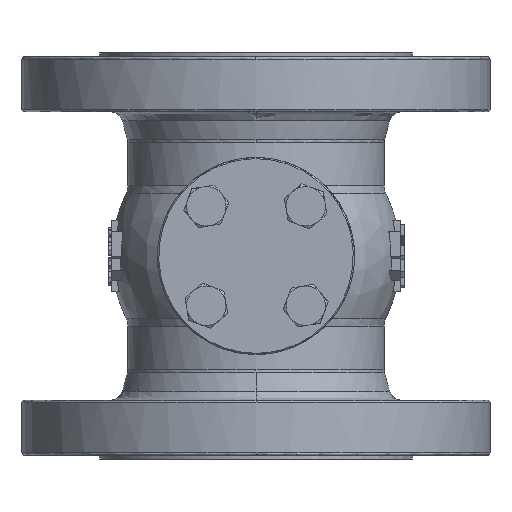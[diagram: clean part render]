
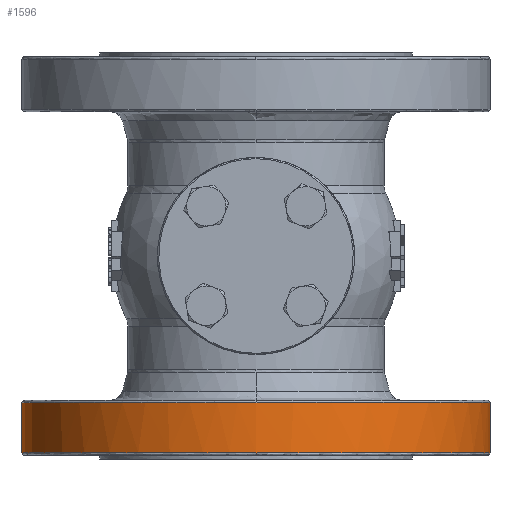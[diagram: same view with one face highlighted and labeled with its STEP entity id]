
A CAD part, front view. The second image highlights one B-rep face of the part: STEP entity #1596.
In plain terms, the highlighted cylindrical face has radius 95 mm (diameter 190 mm), a partial arc.
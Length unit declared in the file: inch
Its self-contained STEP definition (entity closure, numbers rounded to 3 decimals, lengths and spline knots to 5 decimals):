
#62 = CARTESIAN_POINT ( 'NONE',  ( 3.54913, -1.20514, -3.14567 ) ) ;
#516 = B_SPLINE_CURVE_WITH_KNOTS ( 'NONE', 3,
 ( #14280, #7725, #34542, #26484 ),
 .UNSPECIFIED., .F., .F.,
 ( 4, 4 ),
 ( 0., 1. ),
 .UNSPECIFIED. ) ;
#814 = CARTESIAN_POINT ( 'NONE',  ( 3.62053, -0.96976, -3.14567 ) ) ;
#1596 = ADVANCED_FACE ( 'NONE', ( #4232 ), #34894, .T. ) ;
#1762 = CARTESIAN_POINT ( 'NONE',  ( -0.48958, -3.71605, -3.14567 ) ) ;
#2697 = CARTESIAN_POINT ( 'NONE',  ( -1.20514, -3.54913, -3.14567 ) ) ;
#3235 = ORIENTED_EDGE ( 'NONE', *, *, #45952, .F. ) ;
#3890 = CARTESIAN_POINT ( 'NONE',  ( 0., -3.74016, -3.14567 ) ) ;
#3978 = DIRECTION ( 'NONE',  ( 0., 0., 1. ) ) ;
#4124 = VERTEX_POINT ( 'NONE', #17090 ) ;
#4145 = CARTESIAN_POINT ( 'NONE',  ( 0.24479, -3.74016, -3.14567 ) ) ;
#4232 = FACE_OUTER_BOUND ( 'NONE', #11006, .T. ) ;
#4327 = VERTEX_POINT ( 'NONE', #16257 ) ;
#4349 = AXIS2_PLACEMENT_3D ( 'NONE', #30581, #3978, #11098 ) ;
#4401 = CARTESIAN_POINT ( 'NONE',  ( 3.36178, -1.65746, -3.14567 ) ) ;
#4645 = CARTESIAN_POINT ( 'NONE',  ( 0.48958, -3.71605, -3.14567 ) ) ;
#7717 = CARTESIAN_POINT ( 'NONE',  ( -1.87008, -3.74016, -2.34646 ) ) ;
#7725 = CARTESIAN_POINT ( 'NONE',  ( -3.74016, 0., -2.61286 ) ) ;
#7727 = CARTESIAN_POINT ( 'NONE',  ( 1.65746, -3.36178, -3.14567 ) ) ;
#7966 = CARTESIAN_POINT ( 'NONE',  ( 2.28146, -2.97383, -3.14567 ) ) ;
#8135 = ORIENTED_EDGE ( 'NONE', *, *, #21179, .T. ) ;
#8202 = CARTESIAN_POINT ( 'NONE',  ( 1.87438, -3.24583, -3.14567 ) ) ;
#8439 = CARTESIAN_POINT ( 'NONE',  ( -3.74016, 0., -2.34646 ) ) ;
#8536 = VERTEX_POINT ( 'NONE', #34595 ) ;
#8911 = CARTESIAN_POINT ( 'NONE',  ( -2.81779, -2.4716, -3.14567 ) ) ;
#10315 = CARTESIAN_POINT ( 'NONE',  ( -2.28146, -2.97383, -3.14567 ) ) ;
#10811 = VERTEX_POINT ( 'NONE', #45816 ) ;
#10980 = CARTESIAN_POINT ( 'NONE',  ( 3.74016, 0., -2.61286 ) ) ;
#11006 = EDGE_LOOP ( 'NONE', ( #12795, #3235, #44941, #23496, #19362, #8135 ) ) ;
#11098 = DIRECTION ( 'NONE',  ( 1., 0., 0. ) ) ;
#12013 = CARTESIAN_POINT ( 'NONE',  ( 2.81779, -2.4716, -3.14567 ) ) ;
#12717 = CARTESIAN_POINT ( 'NONE',  ( -0.96976, -3.62053, -3.14567 ) ) ;
#12795 = ORIENTED_EDGE ( 'NONE', *, *, #39678, .F. ) ;
#13218 = CARTESIAN_POINT ( 'NONE',  ( -3.71605, -0.48958, -3.14567 ) ) ;
#14280 = CARTESIAN_POINT ( 'NONE',  ( -3.74016, 0., -2.34646 ) ) ;
#14763 = CARTESIAN_POINT ( 'NONE',  ( 3.74016, 0., -3.14567 ) ) ;
#15563 = CARTESIAN_POINT ( 'NONE',  ( 2.97383, -2.28146, -3.14567 ) ) ;
#16257 = CARTESIAN_POINT ( 'NONE',  ( 0., -3.74016, -2.34646 ) ) ;
#17090 = CARTESIAN_POINT ( 'NONE',  ( 3.74016, 0., -3.14567 ) ) ;
#18878 = B_SPLINE_CURVE_WITH_KNOTS ( 'NONE', 3,
 ( #14763, #30458, #10980, #41881 ),
 .UNSPECIFIED., .F., .F.,
 ( 4, 4 ),
 ( 0., 1. ),
 .UNSPECIFIED. ) ;
#19362 = ORIENTED_EDGE ( 'NONE', *, *, #34529, .T. ) ;
#20154 = CARTESIAN_POINT ( 'NONE',  ( 3.71605, -0.48958, -3.14567 ) ) ;
#20638 = CARTESIAN_POINT ( 'NONE',  ( -3.62053, -0.96976, -3.14567 ) ) ;
#21123 = CARTESIAN_POINT ( 'NONE',  ( -3.74016, 0., -3.14567 ) ) ;
#21179 = EDGE_CURVE ( 'NONE', #4124, #49463, #18878, .T. ) ;
#22059 = CARTESIAN_POINT ( 'NONE',  ( -3.54913, -1.20514, -3.14567 ) ) ;
#23233 = B_SPLINE_CURVE_WITH_KNOTS ( 'NONE', 3,
 ( #21123, #36502, #13218, #20638, #22059, #24383, #48214, #41496, #8911, #41246, #10315, #47964, #37417, #2697, #12717, #1762, #32710, #39808 ),
 .UNSPECIFIED., .F., .F.,
 ( 4, 2, 2, 2, 2, 2, 2, 2, 4 ),
 ( 0., 0.125, 0.25, 0.375, 0.5, 0.625, 0.75, 0.875, 1. ),
 .UNSPECIFIED. ) ;
#23496 = ORIENTED_EDGE ( 'NONE', *, *, #43151, .T. ) ;
#23931 = CARTESIAN_POINT ( 'NONE',  ( 3.74016, -0.24479, -3.14567 ) ) ;
#24383 = CARTESIAN_POINT ( 'NONE',  ( -3.36178, -1.65746, -3.14567 ) ) ;
#26232 = VERTEX_POINT ( 'NONE', #30038 ) ;
#26484 = CARTESIAN_POINT ( 'NONE',  ( -3.74016, 0., -3.14567 ) ) ;
#27235 = CARTESIAN_POINT ( 'NONE',  ( 1.20514, -3.54913, -3.14567 ) ) ;
#29760 = CARTESIAN_POINT ( 'NONE',  ( 0., -3.74016, -2.34646 ) ) ;
#30038 = CARTESIAN_POINT ( 'NONE',  ( -3.74016, 0., -3.14567 ) ) ;
#30458 = CARTESIAN_POINT ( 'NONE',  ( 3.74016, 0., -2.87927 ) ) ;
#30484 = CARTESIAN_POINT ( 'NONE',  ( 0., -3.74016, -2.34646 ) ) ;
#30581 = CARTESIAN_POINT ( 'NONE',  ( 0., 0., -3.14567 ) ) ;
#31504 = CARTESIAN_POINT ( 'NONE',  ( 3.74016, 0., -2.34646 ) ) ;
#31747 = CARTESIAN_POINT ( 'NONE',  ( 2.4716, -2.81779, -3.14567 ) ) ;
#32710 = CARTESIAN_POINT ( 'NONE',  ( -0.24479, -3.74016, -3.14567 ) ) ;
#32801 = B_SPLINE_CURVE_WITH_KNOTS ( 'NONE', 3,
 ( #3890, #4145, #4645, #34808, #27235, #7727, #8202, #7966, #31747, #12013, #15563, #43179, #4401, #62, #814, #20154, #23931, #39352 ),
 .UNSPECIFIED., .F., .F.,
 ( 4, 2, 2, 2, 2, 2, 2, 2, 4 ),
 ( 0., 0.125, 0.25, 0.375, 0.5, 0.625, 0.75, 0.875, 1. ),
 .UNSPECIFIED. ) ;
#33785 = CARTESIAN_POINT ( 'NONE',  ( 1.87008, -3.74016, -2.34646 ) ) ;
#34529 = EDGE_CURVE ( 'NONE', #8536, #4124, #32801, .T. ) ;
#34542 = CARTESIAN_POINT ( 'NONE',  ( -3.74016, 0., -2.87927 ) ) ;
#34595 = CARTESIAN_POINT ( 'NONE',  ( 0., -3.74016, -3.14567 ) ) ;
#34808 = CARTESIAN_POINT ( 'NONE',  ( 0.96976, -3.62053, -3.14567 ) ) ;
#34894 = CYLINDRICAL_SURFACE ( 'NONE', #4349, 3.74016 ) ;
#35050 = CARTESIAN_POINT ( 'NONE',  ( -3.74016, -2.49344, -2.34646 ) ) ;
#36502 = CARTESIAN_POINT ( 'NONE',  ( -3.74016, -0.24479, -3.14567 ) ) ;
#37417 = CARTESIAN_POINT ( 'NONE',  ( -1.65746, -3.36178, -3.14567 ) ) ;
#38719 =( BOUNDED_CURVE ( )  B_SPLINE_CURVE ( 3, ( #8439, #35050, #7717, #30484 ),
 .UNSPECIFIED., .F., .T. ) 
 B_SPLINE_CURVE_WITH_KNOTS ( ( 4, 4 ),
 ( 0., 1. ),
 .UNSPECIFIED. ) 
 CURVE ( )  GEOMETRIC_REPRESENTATION_ITEM ( )  RATIONAL_B_SPLINE_CURVE ( ( 0.478, 0.478, 0.638, 0.957 ) ) 
 REPRESENTATION_ITEM ( '' )  );
#39352 = CARTESIAN_POINT ( 'NONE',  ( 3.74016, 0., -3.14567 ) ) ;
#39678 = EDGE_CURVE ( 'NONE', #4327, #49463, #42597, .T. ) ;
#39808 = CARTESIAN_POINT ( 'NONE',  ( 0., -3.74016, -3.14567 ) ) ;
#41246 = CARTESIAN_POINT ( 'NONE',  ( -2.4716, -2.81779, -3.14567 ) ) ;
#41496 = CARTESIAN_POINT ( 'NONE',  ( -2.97383, -2.28146, -3.14567 ) ) ;
#41881 = CARTESIAN_POINT ( 'NONE',  ( 3.74016, 0., -2.34646 ) ) ;
#42597 =( BOUNDED_CURVE ( )  B_SPLINE_CURVE ( 3, ( #29760, #33785, #48562, #45244 ),
 .UNSPECIFIED., .F., .F. ) 
 B_SPLINE_CURVE_WITH_KNOTS ( ( 4, 4 ),
 ( 0., 1. ),
 .UNSPECIFIED. ) 
 CURVE ( )  GEOMETRIC_REPRESENTATION_ITEM ( )  RATIONAL_B_SPLINE_CURVE ( ( 0.957, 0.638, 0.478, 0.478 ) ) 
 REPRESENTATION_ITEM ( '' )  );
#43151 = EDGE_CURVE ( 'NONE', #26232, #8536, #23233, .T. ) ;
#43179 = CARTESIAN_POINT ( 'NONE',  ( 3.24583, -1.87438, -3.14567 ) ) ;
#44941 = ORIENTED_EDGE ( 'NONE', *, *, #48860, .T. ) ;
#45244 = CARTESIAN_POINT ( 'NONE',  ( 3.74016, 0., -2.34646 ) ) ;
#45816 = CARTESIAN_POINT ( 'NONE',  ( -3.74016, 0., -2.34646 ) ) ;
#45952 = EDGE_CURVE ( 'NONE', #10811, #4327, #38719, .T. ) ;
#47964 = CARTESIAN_POINT ( 'NONE',  ( -1.87438, -3.24583, -3.14567 ) ) ;
#48214 = CARTESIAN_POINT ( 'NONE',  ( -3.24583, -1.87438, -3.14567 ) ) ;
#48562 = CARTESIAN_POINT ( 'NONE',  ( 3.74016, -2.49344, -2.34646 ) ) ;
#48860 = EDGE_CURVE ( 'NONE', #10811, #26232, #516, .T. ) ;
#49463 = VERTEX_POINT ( 'NONE', #31504 ) ;
